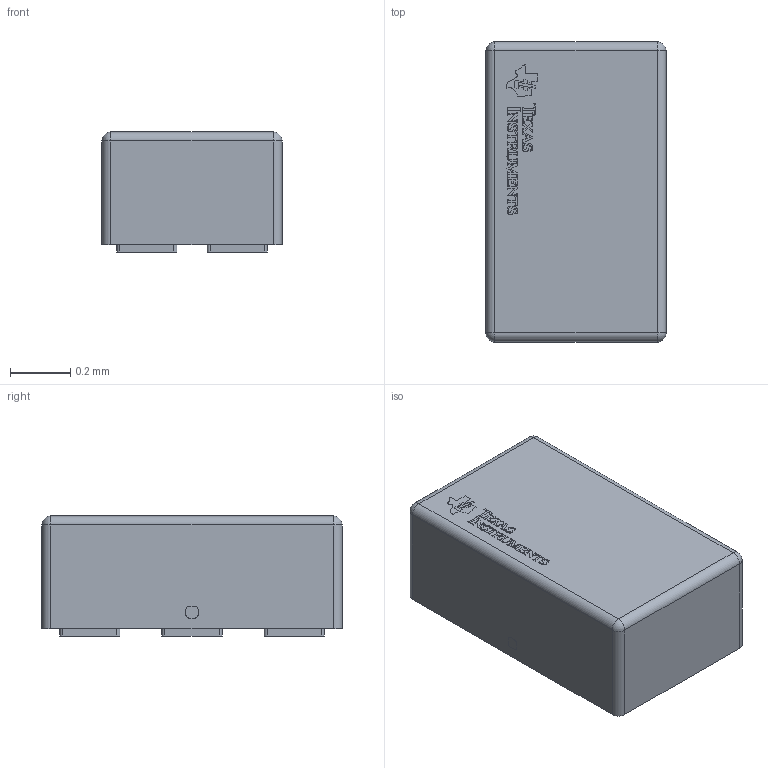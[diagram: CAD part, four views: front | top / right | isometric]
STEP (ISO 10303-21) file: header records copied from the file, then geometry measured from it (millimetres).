
FILE_DESCRIPTION(/* description */ (''),/* implementation_level */ '2;1');
FILE_NAME(/* name */ '1.stp',/* time_stamp */ '2020-10-30T07:13:57+02:00',/* author */ ('k'),/* organization */ (''),/* preprocessor_version */ 'ST-DEVELOPER v15.6',/* originating_system */ 'Autodesk Inventor 2015',/* authorisation */ '');
FILE_SCHEMA (('AUTOMOTIVE_DESIGN { 1 0 10303 214 3 1 1 }'));
Length unit declared in the file: millimetre
Products named in the file (7): 4; 3; 2; 1; Texas Logo Yury; Texas Logo Yury - Copy
Bounding box: 0.6 x 1 x 0.4 mm (x, y, z)
Volume: 0.2 mm3; surface area: 3.1 mm2
Topology: 25 solids, 25 shells, 525 faces, 1404 edges, 932 vertices
Faces by surface type: plane 311, bspline 165, cylinder 45, sphere 4
Entity records: 17756 total; most frequent: CARTESIAN_POINT 5522, ORIENTED_EDGE 2808, DIRECTION 1909, EDGE_CURVE 1404, LINE 983, VECTOR 983, VERTEX_POINT 932, EDGE_LOOP 532
